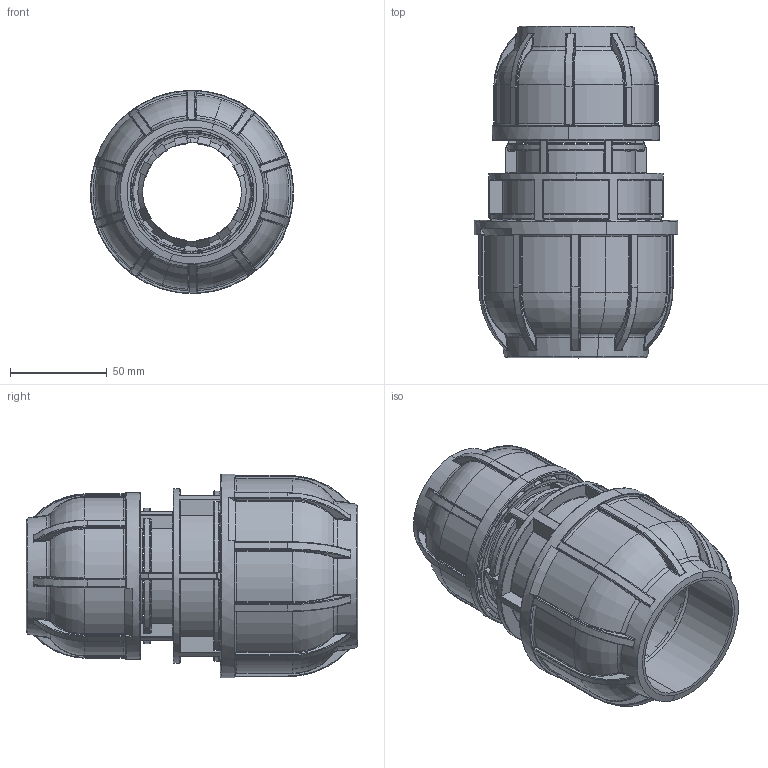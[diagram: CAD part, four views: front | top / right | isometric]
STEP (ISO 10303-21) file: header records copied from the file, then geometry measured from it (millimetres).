
FILE_DESCRIPTION (( 'STEP AP203' ), '1' );
FILE_NAME ('R212.063.050.step', '2013-11-19T09:15:14', ( 'Alusic' ), ( 'Alusic' ), 'SwSTEP 2.0', 'SolidWorks 2011', '' );
FILE_SCHEMA (( 'CONFIG_CONTROL_DESIGN' ));
Length unit declared in the file: millimetre
Products named in the file (1): R212.063.050
Bounding box: 104.92 x 171.25 x 104.94 mm (x, y, z)
Surface area: 121596.5 mm2 (no closed solid volume)
Topology: 0 solids, 69 shells, 1291 faces, 4370 edges, 2966 vertices
Faces by surface type: cylinder 380, plane 307, torus 291, bspline 280, cone 25, sphere 8
Entity records: 62117 total; most frequent: CARTESIAN_POINT 28313, DIRECTION 6654, ORIENTED_EDGE 6650, EDGE_CURVE 4354, VERTEX_POINT 2966, AXIS2_PLACEMENT_3D 2730, CIRCLE 1718, EDGE_LOOP 1298
